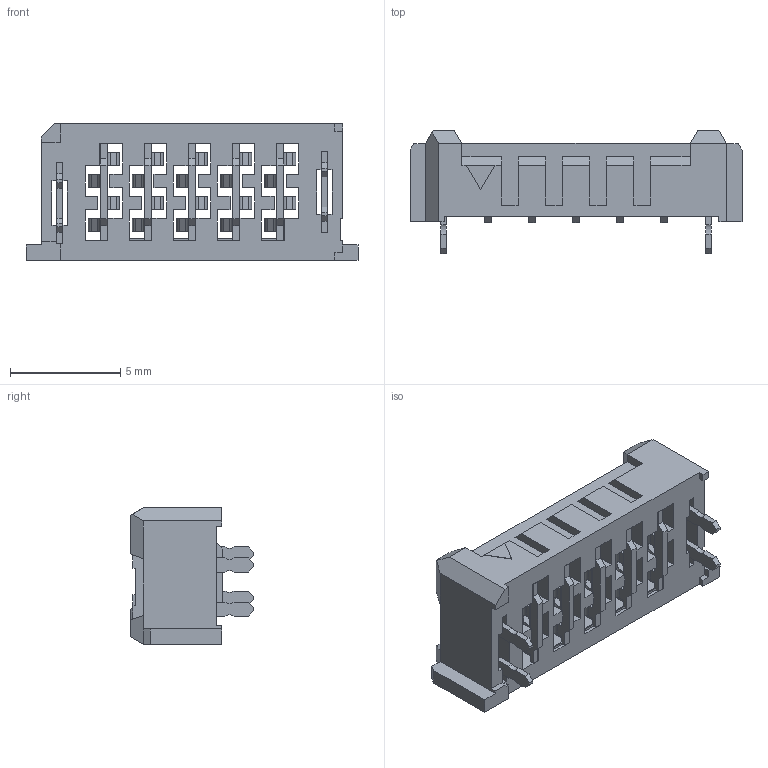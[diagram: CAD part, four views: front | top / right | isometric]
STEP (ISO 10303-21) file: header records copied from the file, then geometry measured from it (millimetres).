
FILE_DESCRIPTION( ( 'STEP AP203' ), '1' );
FILE_NAME( 'UMPS-05-03.5-T-VT-SM-WT.stp', '2020-12-23T11:48:51', ( 'License CC BY-ND 4.0' ), ( 'CADENAS' ), ' ', 'PARTsolutions', ' ' );
FILE_SCHEMA( ( 'CONFIG_CONTROL_DESIGN' ) );
Length unit declared in the file: millimetre
Products named in the file (4): UMPS-05-03.5-T-VT-SM-WT; _05-03.5--WT_BODY; _UMPS-05-03.5-SM_PINS; _05-03.5-SM_PINS2
Assembly tree (3 placements, depth 2):
  UMPS-05-03.5-T-VT-SM-WT
    _05-03.5--WT_BODY
    _UMPS-05-03.5-SM_PINS
    _05-03.5-SM_PINS2
Bounding box: 15.05 x 5.6 x 6.2 mm (x, y, z)
Volume: 193 mm3; surface area: 788.8 mm2
Topology: 3 solids, 3 shells, 613 faces, 1811 edges, 1201 vertices
Faces by surface type: plane 505, cylinder 108
Entity records: 20382 total; most frequent: CARTESIAN_POINT 3629, ORIENTED_EDGE 3622, DIRECTION 3261, EDGE_CURVE 1811, LINE 1595, VECTOR 1595, VERTEX_POINT 1201, AXIS2_PLACEMENT_3D 833
